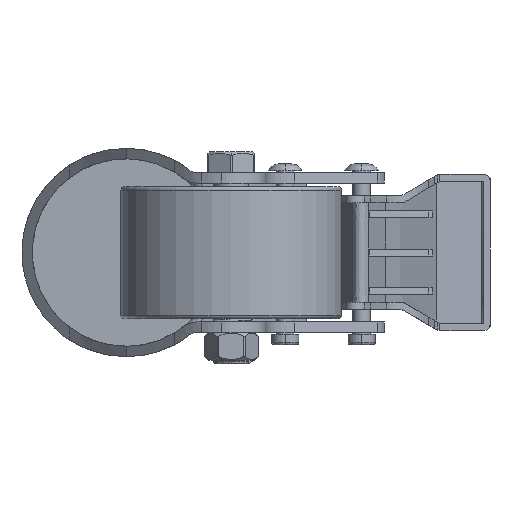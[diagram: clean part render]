
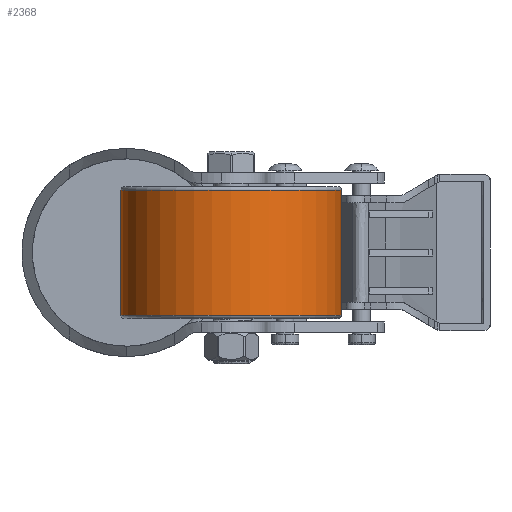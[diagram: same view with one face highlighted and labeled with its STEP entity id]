
A CAD part, front view. The second image highlights one B-rep face of the part: STEP entity #2368.
In plain terms, the highlighted cylindrical face has radius 31.75 mm (diameter 63.5 mm), a partial arc.
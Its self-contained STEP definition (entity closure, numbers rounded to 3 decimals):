
#2096=CARTESIAN_POINT('',(0.,18.,0.));
#2097=DIRECTION('',(0.,1.,0.));
#2098=DIRECTION('',(1.,0.,0.));
#2099=AXIS2_PLACEMENT_3D('',#2096,#2097,#2098);
#2101=CARTESIAN_POINT('',(0.,-18.,0.));
#2102=DIRECTION('',(0.,-1.,0.));
#2103=DIRECTION('',(-1.,0.,0.));
#2104=AXIS2_PLACEMENT_3D('',#2101,#2102,#2103);
#2106=DIRECTION('',(0.,1.,0.));
#2107=VECTOR('',#2106,36.);
#2108=CARTESIAN_POINT('',(31.75,-18.,0.));
#2109=LINE('',#2108,#2107);
#2170=DIRECTION('',(0.,1.,0.));
#2171=VECTOR('',#2170,36.);
#2172=CARTESIAN_POINT('',(-31.75,-18.,0.));
#2173=LINE('',#2172,#2171);
#2246=CARTESIAN_POINT('',(-31.75,18.,0.));
#2247=CARTESIAN_POINT('',(31.75,18.,0.));
#2248=VERTEX_POINT('',#2246);
#2249=VERTEX_POINT('',#2247);
#2254=CARTESIAN_POINT('',(31.75,-18.,0.));
#2255=CARTESIAN_POINT('',(-31.75,-18.,0.));
#2256=VERTEX_POINT('',#2254);
#2257=VERTEX_POINT('',#2255);
#2354=CARTESIAN_POINT('',(0.,-19.,0.));
#2355=DIRECTION('',(0.,1.,0.));
#2356=DIRECTION('',(1.,0.,0.));
#2357=AXIS2_PLACEMENT_3D('',#2354,#2355,#2356);
#2358=CYLINDRICAL_SURFACE('',#2357,31.75);
#2360=ORIENTED_EDGE('',*,*,#2359,.T.);
#2362=ORIENTED_EDGE('',*,*,#2361,.F.);
#2363=ORIENTED_EDGE('',*,*,#2348,.T.);
#2365=ORIENTED_EDGE('',*,*,#2364,.T.);
#2366=EDGE_LOOP('',(#2360,#2362,#2363,#2365));
#2367=FACE_OUTER_BOUND('',#2366,.F.);
#2100=CIRCLE('',#2099,31.75);
#2105=CIRCLE('',#2104,31.75);
#2348=EDGE_CURVE('',#2257,#2256,#2105,.T.);
#2359=EDGE_CURVE('',#2249,#2248,#2100,.T.);
#2361=EDGE_CURVE('',#2257,#2248,#2173,.T.);
#2364=EDGE_CURVE('',#2256,#2249,#2109,.T.);
#2368=ADVANCED_FACE('',(#2367),#2358,.T.);
